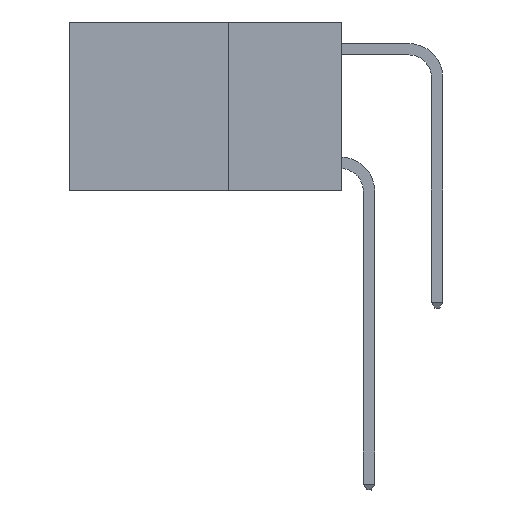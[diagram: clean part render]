
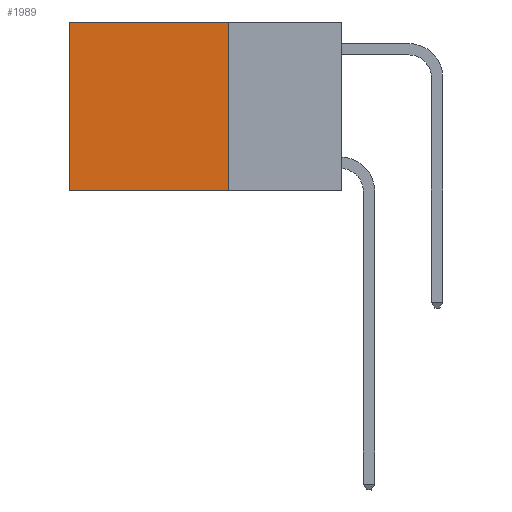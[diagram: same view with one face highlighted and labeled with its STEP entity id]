
A CAD part, left-side view. The second image highlights one B-rep face of the part: STEP entity #1989.
In plain terms, the highlighted planar face has unit normal (-1, 0, 0).
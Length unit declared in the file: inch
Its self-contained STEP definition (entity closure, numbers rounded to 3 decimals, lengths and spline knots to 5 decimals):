
#457 = DIRECTION ( 'NONE',  ( 1., 0., 0. ) ) ;
#538 = ORIENTED_EDGE ( 'NONE', *, *, #6164, .F. ) ;
#970 = CARTESIAN_POINT ( 'NONE',  ( 0.2625, 0.25, -0.37 ) ) ;
#1989 = ADVANCED_FACE ( 'NONE', ( #5955 ), #19118, .F. ) ;
#2009 = DIRECTION ( 'NONE',  ( 0., 0., -1. ) ) ;
#2787 = ORIENTED_EDGE ( 'NONE', *, *, #19780, .F. ) ;
#3395 = CARTESIAN_POINT ( 'NONE',  ( 0.2625, 0.25, -0.37 ) ) ;
#4841 = EDGE_CURVE ( 'NONE', #13249, #8817, #14420, .T. ) ;
#5096 = VECTOR ( 'NONE', #17795, 39.37008 ) ;
#5132 = CARTESIAN_POINT ( 'NONE',  ( 0.2625, 0.6, 0. ) ) ;
#5190 = CARTESIAN_POINT ( 'NONE',  ( 0.2625, 0.25, 0. ) ) ;
#5607 = LINE ( 'NONE', #8216, #5096 ) ;
#5955 = FACE_OUTER_BOUND ( 'NONE', #17854, .T. ) ;
#6164 = EDGE_CURVE ( 'NONE', #20444, #8817, #16403, .T. ) ;
#6567 = EDGE_CURVE ( 'NONE', #7201, #13249, #5607, .T. ) ;
#7201 = VERTEX_POINT ( 'NONE', #16265 ) ;
#7693 = CARTESIAN_POINT ( 'NONE',  ( 0.2625, 0.6, 0. ) ) ;
#8216 = CARTESIAN_POINT ( 'NONE',  ( 0.2625, 0.25, 0. ) ) ;
#8817 = VERTEX_POINT ( 'NONE', #15666 ) ;
#9330 = DIRECTION ( 'NONE',  ( 0., 0., -1. ) ) ;
#9666 = CARTESIAN_POINT ( 'NONE',  ( 0.2625, 0.25, 0. ) ) ;
#9905 = VECTOR ( 'NONE', #2009, 39.37008 ) ;
#10631 = DIRECTION ( 'NONE',  ( 0., 1., 0. ) ) ;
#10732 = ORIENTED_EDGE ( 'NONE', *, *, #4841, .T. ) ;
#11104 = ORIENTED_EDGE ( 'NONE', *, *, #6567, .T. ) ;
#11299 = DIRECTION ( 'NONE',  ( 0., 0., -1. ) ) ;
#11667 = VECTOR ( 'NONE', #10631, 39.37008 ) ;
#13249 = VERTEX_POINT ( 'NONE', #5132 ) ;
#14179 = LINE ( 'NONE', #5190, #9905 ) ;
#14420 = LINE ( 'NONE', #7693, #17582 ) ;
#15666 = CARTESIAN_POINT ( 'NONE',  ( 0.2625, 0.6, -0.37 ) ) ;
#16265 = CARTESIAN_POINT ( 'NONE',  ( 0.2625, 0.25, 0. ) ) ;
#16403 = LINE ( 'NONE', #970, #11667 ) ;
#17582 = VECTOR ( 'NONE', #9330, 39.37008 ) ;
#17795 = DIRECTION ( 'NONE',  ( 0., 1., 0. ) ) ;
#17854 = EDGE_LOOP ( 'NONE', ( #10732, #538, #2787, #11104 ) ) ;
#18350 = AXIS2_PLACEMENT_3D ( 'NONE', #9666, #457, #11299 ) ;
#19118 = PLANE ( 'NONE',  #18350 ) ;
#19780 = EDGE_CURVE ( 'NONE', #7201, #20444, #14179, .T. ) ;
#20444 = VERTEX_POINT ( 'NONE', #3395 ) ;
